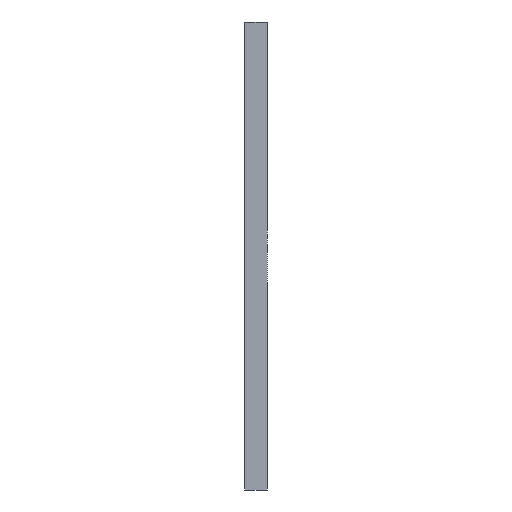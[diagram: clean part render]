
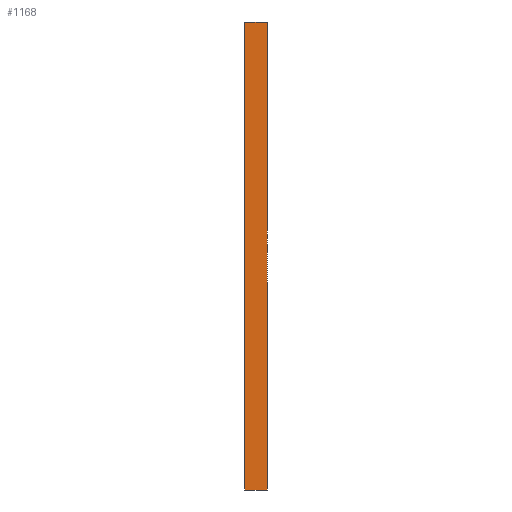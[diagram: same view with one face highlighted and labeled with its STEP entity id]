
A CAD part, left-side view. The second image highlights one B-rep face of the part: STEP entity #1168.
In plain terms, the highlighted planar face has unit normal (-1, 0, 0).
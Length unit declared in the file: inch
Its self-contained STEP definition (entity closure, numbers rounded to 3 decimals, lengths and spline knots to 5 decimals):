
#85 = DIRECTION ( 'NONE',  ( 0., 0., 1. ) ) ;
#213 = VECTOR ( 'NONE', #3664, 39.37008 ) ;
#302 = EDGE_CURVE ( 'NONE', #3901, #1968, #537, .T. ) ;
#390 = VECTOR ( 'NONE', #3341, 39.37008 ) ;
#537 = LINE ( 'NONE', #4667, #3417 ) ;
#579 = ORIENTED_EDGE ( 'NONE', *, *, #1530, .T. ) ;
#661 = ORIENTED_EDGE ( 'NONE', *, *, #1767, .T. ) ;
#920 = DIRECTION ( 'NONE',  ( 0., 1., 0. ) ) ;
#983 = CARTESIAN_POINT ( 'NONE',  ( -19.25, 0.5, 0. ) ) ;
#1015 = FACE_OUTER_BOUND ( 'NONE', #1385, .T. ) ;
#1063 = VECTOR ( 'NONE', #920, 39.37008 ) ;
#1085 = DIRECTION ( 'NONE',  ( 0., 0., -1. ) ) ;
#1168 = ADVANCED_FACE ( 'NONE', ( #1015 ), #1360, .T. ) ;
#1360 = PLANE ( 'NONE',  #2871 ) ;
#1368 = CARTESIAN_POINT ( 'NONE',  ( -19.25, 0., 20.75 ) ) ;
#1385 = EDGE_LOOP ( 'NONE', ( #2465, #3861, #661, #579 ) ) ;
#1394 = LINE ( 'NONE', #3352, #390 ) ;
#1530 = EDGE_CURVE ( 'NONE', #3964, #2598, #1394, .T. ) ;
#1767 = EDGE_CURVE ( 'NONE', #3901, #3964, #3102, .T. ) ;
#1852 = EDGE_CURVE ( 'NONE', #1968, #2598, #2322, .T. ) ;
#1968 = VERTEX_POINT ( 'NONE', #2694 ) ;
#1980 = CARTESIAN_POINT ( 'NONE',  ( -19.25, 0., 0. ) ) ;
#2111 = CARTESIAN_POINT ( 'NONE',  ( -19.25, 0.5, 20.75 ) ) ;
#2322 = LINE ( 'NONE', #1980, #1063 ) ;
#2465 = ORIENTED_EDGE ( 'NONE', *, *, #1852, .F. ) ;
#2598 = VERTEX_POINT ( 'NONE', #983 ) ;
#2694 = CARTESIAN_POINT ( 'NONE',  ( -19.25, -0.5, 0. ) ) ;
#2871 = AXIS2_PLACEMENT_3D ( 'NONE', #1368, #2959, #85 ) ;
#2959 = DIRECTION ( 'NONE',  ( -1., 0., 0. ) ) ;
#3102 = LINE ( 'NONE', #3673, #213 ) ;
#3341 = DIRECTION ( 'NONE',  ( 0., 0., -1. ) ) ;
#3352 = CARTESIAN_POINT ( 'NONE',  ( -19.25, 0.5, 20.75 ) ) ;
#3417 = VECTOR ( 'NONE', #1085, 39.37008 ) ;
#3664 = DIRECTION ( 'NONE',  ( 0., 1., 0. ) ) ;
#3673 = CARTESIAN_POINT ( 'NONE',  ( -19.25, 0., 20.75 ) ) ;
#3861 = ORIENTED_EDGE ( 'NONE', *, *, #302, .F. ) ;
#3901 = VERTEX_POINT ( 'NONE', #3910 ) ;
#3910 = CARTESIAN_POINT ( 'NONE',  ( -19.25, -0.5, 20.75 ) ) ;
#3964 = VERTEX_POINT ( 'NONE', #2111 ) ;
#4667 = CARTESIAN_POINT ( 'NONE',  ( -19.25, -0.5, 20.75 ) ) ;
